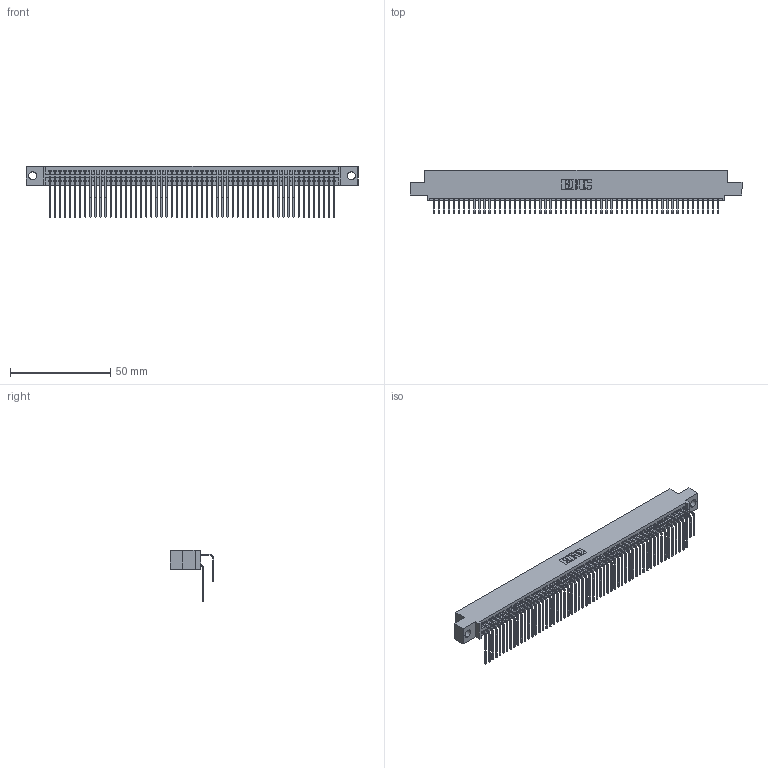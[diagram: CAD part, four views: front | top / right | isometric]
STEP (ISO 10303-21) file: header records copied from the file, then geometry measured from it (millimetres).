
FILE_DESCRIPTION (( 'STEP AP203' ), '1' );
FILE_NAME ('395-114-558-504.STEP', '2021-06-17T19:07:16', ( '' ), ( '' ), 'SwSTEP 2.0', 'SolidWorks 2020', '' );
FILE_SCHEMA (( 'CONFIG_CONTROL_DESIGN' ));
Length unit declared in the file: inch
Products named in the file (4): 345-292-001_558 559 Tail - 1; 345 Part_0.110 Offset - 0.156 Dia-TI; 395-114-558-504; 345-292-001_558 Tail - 2
Assembly tree (115 placements, depth 2):
  395-114-558-504
    345 Part_0.110 Offset - 0.156 Dia-TI
    345-292-001_558 559 Tail - 1  x57
    345-292-001_558 Tail - 2  x57
Bounding box: 165.99 x 21.83 x 25.53 mm (x, y, z)
Volume: 16741.9 mm3; surface area: 28074.7 mm2
Topology: 115 solids, 115 shells, 6072 faces, 18059 edges, 11886 vertices
Faces by surface type: plane 4088, cylinder 1984
Entity records: 44907 total; most frequent: CARTESIAN_POINT 7565, ORIENTED_EDGE 7446, DIRECTION 6623, EDGE_CURVE 3723, LINE 3323, VECTOR 3323, VERTEX_POINT 2478, AXIS2_PLACEMENT_3D 1650
